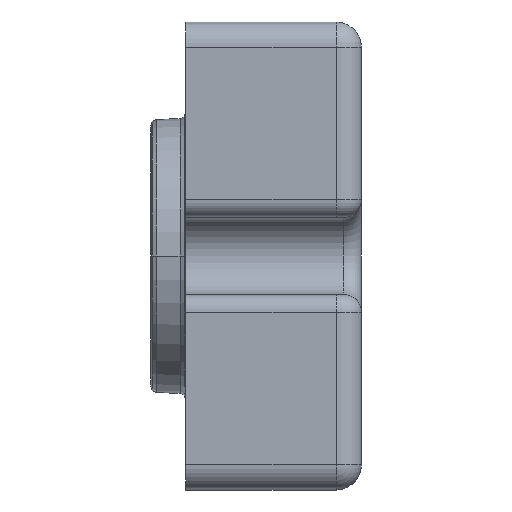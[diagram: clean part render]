
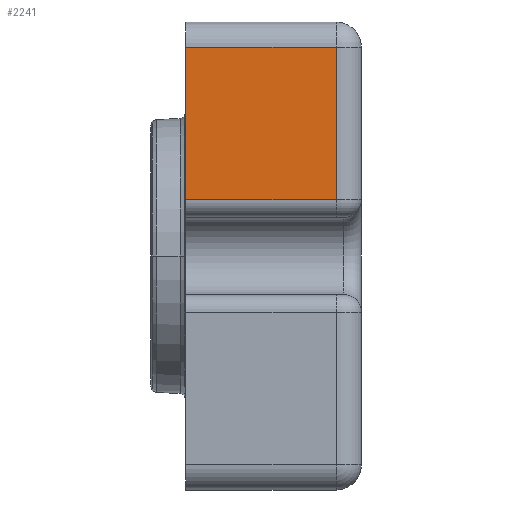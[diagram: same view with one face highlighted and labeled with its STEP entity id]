
A CAD part, left-side view. The second image highlights one B-rep face of the part: STEP entity #2241.
In plain terms, the highlighted planar face has unit normal (-1, 0, 0).
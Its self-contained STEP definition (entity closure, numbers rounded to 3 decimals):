
#23 = AXIS2_PLACEMENT_3D ( 'NONE', #1407, #2197, #100 ) ;
#100 = DIRECTION ( 'NONE',  ( 0., 0., -1. ) ) ;
#201 = FACE_OUTER_BOUND ( 'NONE', #510, .T. ) ;
#238 = VECTOR ( 'NONE', #3181, 1000. ) ;
#405 = EDGE_CURVE ( 'NONE', #2361, #2596, #1663, .T. ) ;
#510 = EDGE_LOOP ( 'NONE', ( #1327, #2326, #3170, #2275 ) ) ;
#631 = CARTESIAN_POINT ( 'NONE',  ( -40., 0., 4.81 ) ) ;
#749 = CARTESIAN_POINT ( 'NONE',  ( -40., 0., 17.85 ) ) ;
#833 = CARTESIAN_POINT ( 'NONE',  ( -40., 0., 17.85 ) ) ;
#864 = CARTESIAN_POINT ( 'NONE',  ( -40., -12.85, 4.81 ) ) ;
#888 = LINE ( 'NONE', #3214, #238 ) ;
#1327 = ORIENTED_EDGE ( 'NONE', *, *, #1664, .F. ) ;
#1407 = CARTESIAN_POINT ( 'NONE',  ( -40., 0., -17.85 ) ) ;
#1459 = CARTESIAN_POINT ( 'NONE',  ( -40., -12.85, 17.85 ) ) ;
#1635 = EDGE_CURVE ( 'NONE', #2361, #1780, #1904, .T. ) ;
#1663 = LINE ( 'NONE', #2564, #2612 ) ;
#1664 = EDGE_CURVE ( 'NONE', #3115, #1780, #3103, .T. ) ;
#1780 = VERTEX_POINT ( 'NONE', #631 ) ;
#1904 = LINE ( 'NONE', #749, #2410 ) ;
#2197 = DIRECTION ( 'NONE',  ( -1., 0., 0. ) ) ;
#2241 = ADVANCED_FACE ( 'NONE', ( #201 ), #2964, .T. ) ;
#2275 = ORIENTED_EDGE ( 'NONE', *, *, #1635, .T. ) ;
#2326 = ORIENTED_EDGE ( 'NONE', *, *, #2352, .F. ) ;
#2352 = EDGE_CURVE ( 'NONE', #2596, #3115, #888, .T. ) ;
#2361 = VERTEX_POINT ( 'NONE', #833 ) ;
#2410 = VECTOR ( 'NONE', #3105, 1000. ) ;
#2564 = CARTESIAN_POINT ( 'NONE',  ( -40., 0., 17.85 ) ) ;
#2596 = VERTEX_POINT ( 'NONE', #1459 ) ;
#2612 = VECTOR ( 'NONE', #3333, 1000. ) ;
#2827 = DIRECTION ( 'NONE',  ( 0., 1., 0. ) ) ;
#2865 = CARTESIAN_POINT ( 'NONE',  ( -40., -6.425, 4.81 ) ) ;
#2955 = VECTOR ( 'NONE', #2827, 1000. ) ;
#2964 = PLANE ( 'NONE',  #23 ) ;
#3103 = LINE ( 'NONE', #2865, #2955 ) ;
#3105 = DIRECTION ( 'NONE',  ( 0., 0., -1. ) ) ;
#3115 = VERTEX_POINT ( 'NONE', #864 ) ;
#3170 = ORIENTED_EDGE ( 'NONE', *, *, #405, .F. ) ;
#3181 = DIRECTION ( 'NONE',  ( 0., 0., -1. ) ) ;
#3214 = CARTESIAN_POINT ( 'NONE',  ( -40., -12.85, 10.58 ) ) ;
#3333 = DIRECTION ( 'NONE',  ( 0., -1., 0. ) ) ;
